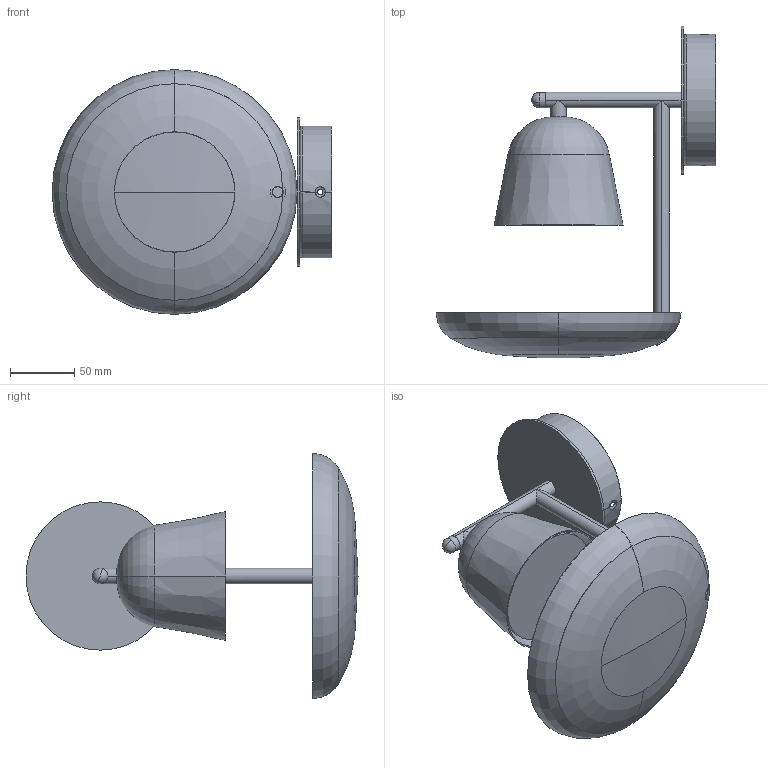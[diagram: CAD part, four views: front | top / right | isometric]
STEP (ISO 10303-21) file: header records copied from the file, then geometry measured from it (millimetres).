
FILE_DESCRIPTION (( 'STEP AP214' ), '1' );
FILE_NAME ('LIGHTOLIGHT A.STEP', '2017-09-19T15:46:11', ( 'Josep Sancho' ), ( '' ), 'SwSTEP 2.0', 'SolidWorks 2013', '' );
FILE_SCHEMA (( 'AUTOMOTIVE_DESIGN' ));
Length unit declared in the file: millimetre
Products named in the file (13): 026707200000 - DISCO DIAM.115X2MM T.10,25 FRESADO; 021901400000 - ESPARRAGO DIN913 M4X6MM INOX; 060704300000 - REPULSADO FE DIAM.100X84MM; 056208200000 - TUBO PIPA SOLDADO LIGHTOLIGHT A 116X181MM (tubo); 067605400140 - DIFUSOR PMMA DIAM.90X3MM HIELO MATE 1 CARA; 054102800000 - TAPON FINAL DIAM.12X16MM; 060702700000 - REPULSADO DIAM.102X25MM T.10,25; 060704200000 - REPULSADO REFLEC. DIAM.190X35MM; LIGHTOLIGHT A; 059701400000 - VARILLA DIAM.12X45,6MM; 056208200000 - TUBO PIPA SOLDADO LIGHTOLIGHT A 116X181MM; 060704201000 - REPUL. REFLEC. DIAM.190X35MM VARILLA SOLD; 017700900000 - MANGUITO DIAM.12X13MM M10-100
Assembly tree (12 placements, depth 3):
  LIGHTOLIGHT A
    026707200000 - DISCO DIAM.115X2MM T.10,25 FRESADO
    056208200000 - TUBO PIPA SOLDADO LIGHTOLIGHT A 116X181MM
      056208200000 - TUBO PIPA SOLDADO LIGHTOLIGHT A 116X181MM (tubo)
      054102800000 - TAPON FINAL DIAM.12X16MM
      017700900000 - MANGUITO DIAM.12X13MM M10-100
    060702700000 - REPULSADO DIAM.102X25MM T.10,25
    060704300000 - REPULSADO FE DIAM.100X84MM
    060704201000 - REPUL. REFLEC. DIAM.190X35MM VARILLA SOLD
      060704200000 - REPULSADO REFLEC. DIAM.190X35MM
      059701400000 - VARILLA DIAM.12X45,6MM
    021901400000 - ESPARRAGO DIN913 M4X6MM INOX
    067605400140 - DIFUSOR PMMA DIAM.90X3MM HIELO MATE 1 CARA
Bounding box: 217 x 257.64 x 190 mm (x, y, z)
Volume: 132879.5 mm3; surface area: 207155.1 mm2
Topology: 10 solids, 10 shells, 121 faces, 275 edges, 173 vertices
Faces by surface type: cylinder 55, plane 32, torus 16, cone 8, sphere 6, bspline 4
Entity records: 4932 total; most frequent: CARTESIAN_POINT 1643, DIRECTION 607, ORIENTED_EDGE 546, EDGE_CURVE 273, AXIS2_PLACEMENT_3D 260, VERTEX_POINT 173, EDGE_LOOP 142, CIRCLE 126
